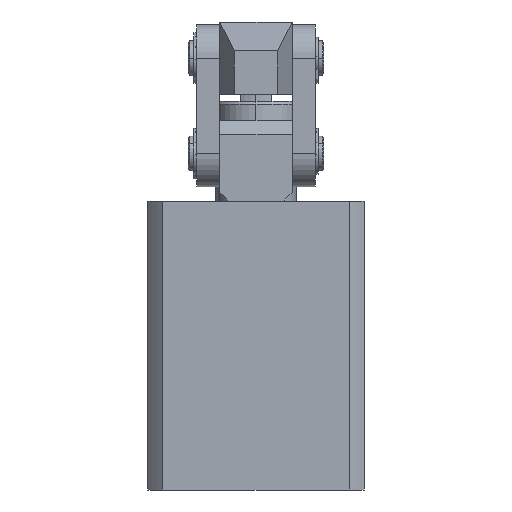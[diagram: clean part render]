
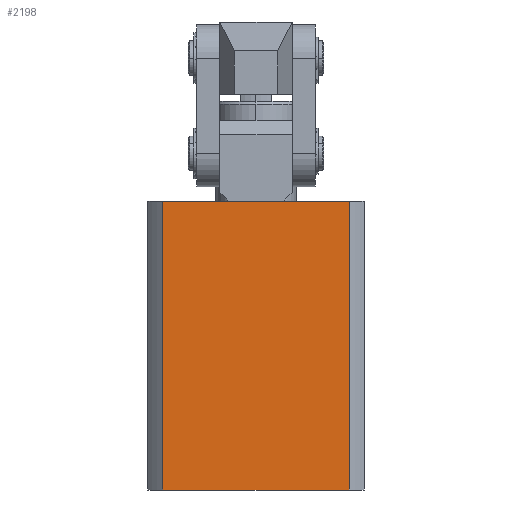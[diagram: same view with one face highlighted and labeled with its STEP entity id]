
A CAD part, left-side view. The second image highlights one B-rep face of the part: STEP entity #2198.
In plain terms, the highlighted planar face has unit normal (-1, 0, 0).
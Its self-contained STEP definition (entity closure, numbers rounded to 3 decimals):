
#25 = LINE ( 'NONE', #6067, #27 ) ;
#27 = VECTOR ( 'NONE', #6068, 1000. ) ;
#619 = VERTEX_POINT ( 'NONE', #8245 ) ;
#644 = VERTEX_POINT ( 'NONE', #8270 ) ;
#772 = EDGE_LOOP ( 'NONE', ( #7001, #7002, #7003, #7004 ) ) ;
#1678 = FACE_OUTER_BOUND ( 'NONE', #772, .T. ) ;
#2119 = LINE ( 'NONE', #5083, #2125 ) ;
#2124 = LINE ( 'NONE', #5089, #2127 ) ;
#2125 = VECTOR ( 'NONE', #5088, 1000. ) ;
#2127 = VECTOR ( 'NONE', #5091, 1000. ) ;
#2128 = LINE ( 'NONE', #5090, #2130 ) ;
#2130 = VECTOR ( 'NONE', #5087, 1000. ) ;
#2198 = ADVANCED_FACE ( 'NONE', ( #1678 ), #2601, .F. ) ;
#2599 = CARTESIAN_POINT ( 'NONE',  ( -37.5, 0., 100. ) ) ;
#2601 = PLANE ( 'NONE',  #2854 ) ;
#2604 = DIRECTION ( 'NONE',  ( 1., 0., 0. ) ) ;
#2605 = DIRECTION ( 'NONE',  ( 0., 0., -1. ) ) ;
#2854 = AXIS2_PLACEMENT_3D ( 'NONE', #2599, #2604, #2605 ) ;
#3863 = VERTEX_POINT ( 'NONE', #4368 ) ;
#3906 = VERTEX_POINT ( 'NONE', #4411 ) ;
#4368 = CARTESIAN_POINT ( 'NONE',  ( -37.5, 32.311, 0. ) ) ;
#4411 = CARTESIAN_POINT ( 'NONE',  ( -37.5, -32.311, 0. ) ) ;
#5083 = CARTESIAN_POINT ( 'NONE',  ( -37.5, 0., 100. ) ) ;
#5087 = DIRECTION ( 'NONE',  ( 0., 0., -1. ) ) ;
#5088 = DIRECTION ( 'NONE',  ( 0., -1., 0. ) ) ;
#5089 = CARTESIAN_POINT ( 'NONE',  ( -37.5, -32.311, 100. ) ) ;
#5090 = CARTESIAN_POINT ( 'NONE',  ( -37.5, 32.311, 100. ) ) ;
#5091 = DIRECTION ( 'NONE',  ( 0., 0., -1. ) ) ;
#6067 = CARTESIAN_POINT ( 'NONE',  ( -37.5, 0., 0. ) ) ;
#6068 = DIRECTION ( 'NONE',  ( 0., -1., 0. ) ) ;
#7001 = ORIENTED_EDGE ( 'NONE', *, *, #8834, .T. ) ;
#7002 = ORIENTED_EDGE ( 'NONE', *, *, #8467, .F. ) ;
#7003 = ORIENTED_EDGE ( 'NONE', *, *, #8466, .F. ) ;
#7004 = ORIENTED_EDGE ( 'NONE', *, *, #8469, .T. ) ;
#8245 = CARTESIAN_POINT ( 'NONE',  ( -37.5, -32.311, 100. ) ) ;
#8270 = CARTESIAN_POINT ( 'NONE',  ( -37.5, 32.311, 100. ) ) ;
#8466 = EDGE_CURVE ( 'NONE', #644, #619, #2119, .T. ) ;
#8467 = EDGE_CURVE ( 'NONE', #619, #3906, #2124, .T. ) ;
#8469 = EDGE_CURVE ( 'NONE', #644, #3863, #2128, .T. ) ;
#8834 = EDGE_CURVE ( 'NONE', #3863, #3906, #25, .T. ) ;
